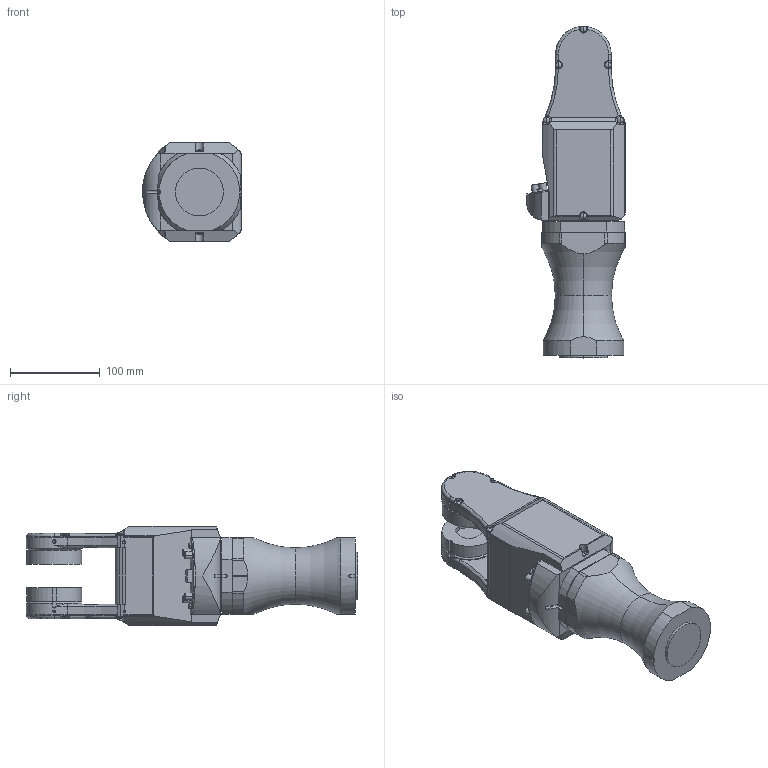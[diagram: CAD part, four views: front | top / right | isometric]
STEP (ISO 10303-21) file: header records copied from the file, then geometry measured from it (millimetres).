
FILE_DESCRIPTION((''),'2;1');
FILE_NAME('_J4_C4_900','2019-08-25T11:35:48',('arco0'),(''),'CREO PARAMETRIC BY PTC INC, 2018420','CREO PARAMETRIC BY PTC INC, 2018420','');
FILE_SCHEMA(('AUTOMOTIVE_DESIGN { 1 0 10303 214 1 1 1 1 }'));
Length unit declared in the file: millimetre
Products named in the file (1): _J4_C4_900
Bounding box: 110.5 x 370.45 x 111 mm (x, y, z)
Volume: 2204812.4 mm3; surface area: 152111.7 mm2
Topology: 1 solids, 1 shells, 430 faces, 1178 edges, 747 vertices
Faces by surface type: plane 189, cylinder 168, cone 29, sphere 22, torus 20, bspline 2
Entity records: 17051 total; most frequent: CARTESIAN_POINT 3164, ORIENTED_EDGE 2292, DIRECTION 2270, EDGE_CURVE 1146, AXIS2_PLACEMENT_3D 870, VERTEX_POINT 747, VECTOR 530, LINE 530
